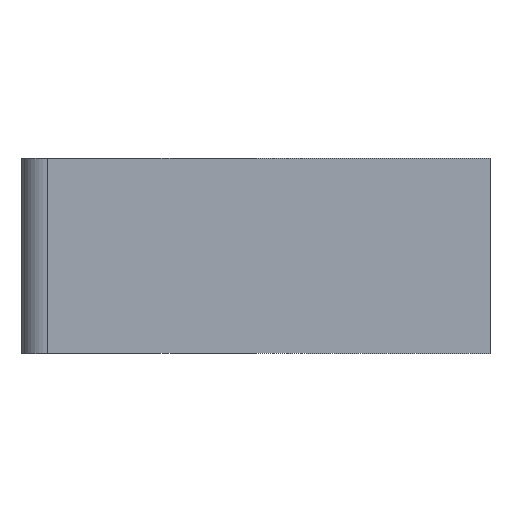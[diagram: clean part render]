
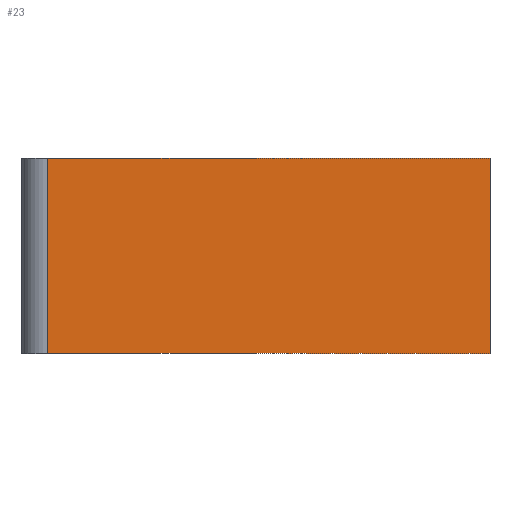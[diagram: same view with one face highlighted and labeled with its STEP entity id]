
A CAD part, left-side view. The second image highlights one B-rep face of the part: STEP entity #23.
In plain terms, the highlighted planar face has unit normal (-1, 0, 0).
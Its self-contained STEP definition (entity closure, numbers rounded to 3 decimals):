
#12 = DIRECTION ( 'NONE',  ( 0., 0., 1. ) ) ;
#23 = ADVANCED_FACE ( 'NONE', ( #61 ), #39, .T. ) ;
#24 = ORIENTED_EDGE ( 'NONE', *, *, #99, .F. ) ;
#30 = DIRECTION ( 'NONE',  ( 0., 1., 0. ) ) ;
#31 = CARTESIAN_POINT ( 'NONE',  ( 0., 102., 22.5 ) ) ;
#39 = PLANE ( 'NONE',  #334 ) ;
#61 = FACE_OUTER_BOUND ( 'NONE', #346, .T. ) ;
#62 = VECTOR ( 'NONE', #30, 1000. ) ;
#80 = EDGE_CURVE ( 'NONE', #126, #392, #364, .T. ) ;
#89 = CARTESIAN_POINT ( 'NONE',  ( 0., 102., -22.5 ) ) ;
#99 = EDGE_CURVE ( 'NONE', #217, #152, #204, .T. ) ;
#104 = CARTESIAN_POINT ( 'NONE',  ( 0., 0., 22.5 ) ) ;
#126 = VERTEX_POINT ( 'NONE', #337 ) ;
#138 = VECTOR ( 'NONE', #209, 1000. ) ;
#151 = LINE ( 'NONE', #180, #138 ) ;
#152 = VERTEX_POINT ( 'NONE', #361 ) ;
#164 = EDGE_CURVE ( 'NONE', #217, #126, #246, .T. ) ;
#172 = DIRECTION ( 'NONE',  ( -1., 0., 0. ) ) ;
#173 = ORIENTED_EDGE ( 'NONE', *, *, #164, .T. ) ;
#180 = CARTESIAN_POINT ( 'NONE',  ( 0., 0., -22.5 ) ) ;
#199 = CARTESIAN_POINT ( 'NONE',  ( 0., 0., 22.5 ) ) ;
#204 = LINE ( 'NONE', #393, #291 ) ;
#208 = ORIENTED_EDGE ( 'NONE', *, *, #80, .T. ) ;
#209 = DIRECTION ( 'NONE',  ( 0., 1., 0. ) ) ;
#214 = CARTESIAN_POINT ( 'NONE',  ( 0., 0., 22.5 ) ) ;
#217 = VERTEX_POINT ( 'NONE', #199 ) ;
#218 = DIRECTION ( 'NONE',  ( 0., 0., -1. ) ) ;
#236 = DIRECTION ( 'NONE',  ( 0., 0., -1. ) ) ;
#246 = LINE ( 'NONE', #214, #62 ) ;
#281 = VECTOR ( 'NONE', #218, 1000. ) ;
#291 = VECTOR ( 'NONE', #236, 1000. ) ;
#296 = ORIENTED_EDGE ( 'NONE', *, *, #339, .F. ) ;
#334 = AXIS2_PLACEMENT_3D ( 'NONE', #104, #172, #12 ) ;
#337 = CARTESIAN_POINT ( 'NONE',  ( 0., 102., 22.5 ) ) ;
#339 = EDGE_CURVE ( 'NONE', #152, #392, #151, .T. ) ;
#346 = EDGE_LOOP ( 'NONE', ( #296, #24, #173, #208 ) ) ;
#361 = CARTESIAN_POINT ( 'NONE',  ( 0., 0., -22.5 ) ) ;
#364 = LINE ( 'NONE', #31, #281 ) ;
#392 = VERTEX_POINT ( 'NONE', #89 ) ;
#393 = CARTESIAN_POINT ( 'NONE',  ( 0., 0., 22.5 ) ) ;
